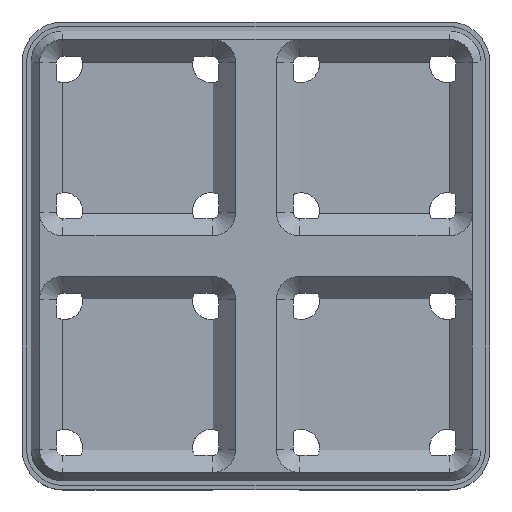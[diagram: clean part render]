
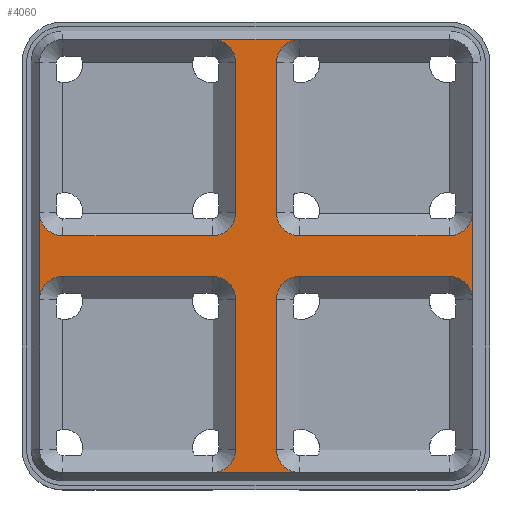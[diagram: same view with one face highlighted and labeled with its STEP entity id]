
A CAD part, top view. The second image highlights one B-rep face of the part: STEP entity #4060.
In plain terms, the highlighted planar face has unit normal (0, 0, 1).
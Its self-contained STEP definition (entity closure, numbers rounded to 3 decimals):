
#168=CIRCLE('',#4326,4.15);
#169=CIRCLE('',#4327,4.15);
#170=CIRCLE('',#4328,4.15);
#171=CIRCLE('',#4329,4.15);
#172=CIRCLE('',#4330,4.15);
#173=CIRCLE('',#4331,4.15);
#174=CIRCLE('',#4332,4.15);
#175=CIRCLE('',#4333,4.15);
#176=CIRCLE('',#4334,4.15);
#177=CIRCLE('',#4335,4.15);
#178=CIRCLE('',#4336,4.15);
#179=CIRCLE('',#4337,4.15);
#360=ORIENTED_EDGE('',*,*,#1592,.T.);
#361=ORIENTED_EDGE('',*,*,#1593,.T.);
#362=ORIENTED_EDGE('',*,*,#1594,.F.);
#363=ORIENTED_EDGE('',*,*,#1595,.F.);
#364=ORIENTED_EDGE('',*,*,#1596,.T.);
#365=ORIENTED_EDGE('',*,*,#1597,.T.);
#366=ORIENTED_EDGE('',*,*,#1598,.F.);
#367=ORIENTED_EDGE('',*,*,#1599,.F.);
#368=ORIENTED_EDGE('',*,*,#1600,.F.);
#369=ORIENTED_EDGE('',*,*,#1601,.T.);
#370=ORIENTED_EDGE('',*,*,#1602,.F.);
#371=ORIENTED_EDGE('',*,*,#1603,.F.);
#372=ORIENTED_EDGE('',*,*,#1604,.T.);
#373=ORIENTED_EDGE('',*,*,#1605,.T.);
#374=ORIENTED_EDGE('',*,*,#1606,.T.);
#375=ORIENTED_EDGE('',*,*,#1607,.F.);
#376=ORIENTED_EDGE('',*,*,#1608,.T.);
#377=ORIENTED_EDGE('',*,*,#1609,.T.);
#378=ORIENTED_EDGE('',*,*,#1610,.F.);
#379=ORIENTED_EDGE('',*,*,#1611,.F.);
#380=ORIENTED_EDGE('',*,*,#1612,.F.);
#381=ORIENTED_EDGE('',*,*,#1613,.T.);
#382=ORIENTED_EDGE('',*,*,#1614,.F.);
#383=ORIENTED_EDGE('',*,*,#1615,.F.);
#1592=EDGE_CURVE('',#2208,#2209,#2576,.T.);
#1593=EDGE_CURVE('',#2209,#2210,#168,.T.);
#1594=EDGE_CURVE('',#2211,#2210,#2577,.T.);
#1595=EDGE_CURVE('',#2212,#2211,#169,.T.);
#1596=EDGE_CURVE('',#2212,#2213,#2578,.T.);
#1597=EDGE_CURVE('',#2213,#2214,#170,.T.);
#1598=EDGE_CURVE('',#2215,#2214,#2579,.T.);
#1599=EDGE_CURVE('',#2216,#2215,#171,.T.);
#1600=EDGE_CURVE('',#2217,#2216,#2580,.T.);
#1601=EDGE_CURVE('',#2217,#2218,#172,.T.);
#1602=EDGE_CURVE('',#2219,#2218,#2581,.T.);
#1603=EDGE_CURVE('',#2220,#2219,#173,.T.);
#1604=EDGE_CURVE('',#2220,#2221,#2582,.T.);
#1605=EDGE_CURVE('',#2221,#2222,#174,.T.);
#1606=EDGE_CURVE('',#2222,#2223,#2583,.T.);
#1607=EDGE_CURVE('',#2224,#2223,#175,.T.);
#1608=EDGE_CURVE('',#2224,#2225,#2584,.T.);
#1609=EDGE_CURVE('',#2225,#2226,#176,.T.);
#1610=EDGE_CURVE('',#2227,#2226,#2585,.T.);
#1611=EDGE_CURVE('',#2228,#2227,#177,.T.);
#1612=EDGE_CURVE('',#2229,#2228,#2586,.T.);
#1613=EDGE_CURVE('',#2229,#2230,#178,.T.);
#1614=EDGE_CURVE('',#2231,#2230,#2587,.T.);
#1615=EDGE_CURVE('',#2208,#2231,#179,.T.);
#2208=VERTEX_POINT('',#6150);
#2209=VERTEX_POINT('',#6151);
#2210=VERTEX_POINT('',#6153);
#2211=VERTEX_POINT('',#6155);
#2212=VERTEX_POINT('',#6157);
#2213=VERTEX_POINT('',#6159);
#2214=VERTEX_POINT('',#6161);
#2215=VERTEX_POINT('',#6163);
#2216=VERTEX_POINT('',#6165);
#2217=VERTEX_POINT('',#6167);
#2218=VERTEX_POINT('',#6169);
#2219=VERTEX_POINT('',#6171);
#2220=VERTEX_POINT('',#6173);
#2221=VERTEX_POINT('',#6175);
#2222=VERTEX_POINT('',#6177);
#2223=VERTEX_POINT('',#6179);
#2224=VERTEX_POINT('',#6181);
#2225=VERTEX_POINT('',#6183);
#2226=VERTEX_POINT('',#6185);
#2227=VERTEX_POINT('',#6187);
#2228=VERTEX_POINT('',#6189);
#2229=VERTEX_POINT('',#6191);
#2230=VERTEX_POINT('',#6193);
#2231=VERTEX_POINT('',#6195);
#2576=LINE('',#6149,#2968);
#2577=LINE('',#6154,#2969);
#2578=LINE('',#6158,#2970);
#2579=LINE('',#6162,#2971);
#2580=LINE('',#6166,#2972);
#2581=LINE('',#6170,#2973);
#2582=LINE('',#6174,#2974);
#2583=LINE('',#6178,#2975);
#2584=LINE('',#6182,#2976);
#2585=LINE('',#6186,#2977);
#2586=LINE('',#6190,#2978);
#2587=LINE('',#6194,#2979);
#2968=VECTOR('',#4805,1000.);
#2969=VECTOR('',#4808,1000.);
#2970=VECTOR('',#4811,1000.);
#2971=VECTOR('',#4814,1000.);
#2972=VECTOR('',#4817,1000.);
#2973=VECTOR('',#4820,1000.);
#2974=VECTOR('',#4823,1000.);
#2975=VECTOR('',#4826,1000.);
#2976=VECTOR('',#4829,1000.);
#2977=VECTOR('',#4832,1000.);
#2978=VECTOR('',#4835,1000.);
#2979=VECTOR('',#4838,1000.);
#3360=EDGE_LOOP('',(#360,#361,#362,#363,#364,#365,#366,#367,#368,#369,#370,
#371,#372,#373,#374,#375,#376,#377,#378,#379,#380,#381,#382,#383));
#3646=FACE_BOUND('',#3360,.T.);
#3932=PLANE('',#4325);
#4060=ADVANCED_FACE('',(#3646),#3932,.T.);
#4325=AXIS2_PLACEMENT_3D('',#6148,#4803,#4804);
#4326=AXIS2_PLACEMENT_3D('',#6152,#4806,#4807);
#4327=AXIS2_PLACEMENT_3D('',#6156,#4809,#4810);
#4328=AXIS2_PLACEMENT_3D('',#6160,#4812,#4813);
#4329=AXIS2_PLACEMENT_3D('',#6164,#4815,#4816);
#4330=AXIS2_PLACEMENT_3D('',#6168,#4818,#4819);
#4331=AXIS2_PLACEMENT_3D('',#6172,#4821,#4822);
#4332=AXIS2_PLACEMENT_3D('',#6176,#4824,#4825);
#4333=AXIS2_PLACEMENT_3D('',#6180,#4827,#4828);
#4334=AXIS2_PLACEMENT_3D('',#6184,#4830,#4831);
#4335=AXIS2_PLACEMENT_3D('',#6188,#4833,#4834);
#4336=AXIS2_PLACEMENT_3D('',#6192,#4836,#4837);
#4337=AXIS2_PLACEMENT_3D('',#6196,#4839,#4840);
#4803=DIRECTION('',(0.,0.,1.));
#4804=DIRECTION('',(1.,0.,0.));
#4805=DIRECTION('',(1.,0.,0.));
#4806=DIRECTION('',(0.,0.,-1.));
#4807=DIRECTION('',(1.,0.,0.));
#4808=DIRECTION('',(0.,-1.,0.));
#4809=DIRECTION('',(0.,0.,1.));
#4810=DIRECTION('',(1.,0.,0.));
#4811=DIRECTION('',(-1.,0.,0.));
#4812=DIRECTION('',(0.,0.,-1.));
#4813=DIRECTION('',(1.,0.,0.));
#4814=DIRECTION('',(0.,-1.,0.));
#4815=DIRECTION('',(0.,0.,1.));
#4816=DIRECTION('',(1.,0.,0.));
#4817=DIRECTION('',(1.,0.,0.));
#4818=DIRECTION('',(0.,0.,-1.));
#4819=DIRECTION('',(1.,0.,0.));
#4820=DIRECTION('',(0.,1.,0.));
#4821=DIRECTION('',(0.,0.,1.));
#4822=DIRECTION('',(1.,0.,0.));
#4823=DIRECTION('',(-1.,0.,0.));
#4824=DIRECTION('',(0.,0.,-1.));
#4825=DIRECTION('',(1.,0.,0.));
#4826=DIRECTION('',(0.,-1.,0.));
#4827=DIRECTION('',(0.,0.,1.));
#4828=DIRECTION('',(1.,0.,0.));
#4829=DIRECTION('',(1.,0.,0.));
#4830=DIRECTION('',(0.,0.,-1.));
#4831=DIRECTION('',(1.,0.,0.));
#4832=DIRECTION('',(0.,1.,0.));
#4833=DIRECTION('',(0.,0.,1.));
#4834=DIRECTION('',(1.,0.,0.));
#4835=DIRECTION('',(-1.,0.,0.));
#4836=DIRECTION('',(0.,0.,-1.));
#4837=DIRECTION('',(1.,0.,0.));
#4838=DIRECTION('',(0.,-1.,0.));
#4839=DIRECTION('',(0.,0.,1.));
#4840=DIRECTION('',(1.,0.,0.));
#6148=CARTESIAN_POINT('',(0.,0.,0.));
#6149=CARTESIAN_POINT('',(21.,-3.6,0.));
#6150=CARTESIAN_POINT('',(7.75,-3.6,0.));
#6151=CARTESIAN_POINT('',(34.25,-3.6,0.));
#6152=CARTESIAN_POINT('',(34.25,-7.75,0.));
#6153=CARTESIAN_POINT('',(38.4,-7.75,0.));
#6154=CARTESIAN_POINT('',(38.4,0.,0.));
#6155=CARTESIAN_POINT('',(38.4,7.75,0.));
#6156=CARTESIAN_POINT('',(34.25,7.75,0.));
#6157=CARTESIAN_POINT('',(34.25,3.6,0.));
#6158=CARTESIAN_POINT('',(42.,3.6,0.));
#6159=CARTESIAN_POINT('',(7.75,3.6,0.));
#6160=CARTESIAN_POINT('',(7.75,7.75,0.));
#6161=CARTESIAN_POINT('',(3.6,7.75,0.));
#6162=CARTESIAN_POINT('',(3.6,42.,0.));
#6163=CARTESIAN_POINT('',(3.6,34.25,0.));
#6164=CARTESIAN_POINT('',(7.75,34.25,0.));
#6165=CARTESIAN_POINT('',(7.75,38.4,0.));
#6166=CARTESIAN_POINT('',(0.,38.4,0.));
#6167=CARTESIAN_POINT('',(-7.75,38.4,0.));
#6168=CARTESIAN_POINT('',(-7.75,34.25,0.));
#6169=CARTESIAN_POINT('',(-3.6,34.25,0.));
#6170=CARTESIAN_POINT('',(-3.6,21.,0.));
#6171=CARTESIAN_POINT('',(-3.6,7.75,0.));
#6172=CARTESIAN_POINT('',(-7.75,7.75,0.));
#6173=CARTESIAN_POINT('',(-7.75,3.6,0.));
#6174=CARTESIAN_POINT('',(0.,3.6,0.));
#6175=CARTESIAN_POINT('',(-34.25,3.6,0.));
#6176=CARTESIAN_POINT('',(-34.25,7.75,0.));
#6177=CARTESIAN_POINT('',(-38.4,7.75,0.));
#6178=CARTESIAN_POINT('',(-38.4,0.,0.));
#6179=CARTESIAN_POINT('',(-38.4,-7.75,0.));
#6180=CARTESIAN_POINT('',(-34.25,-7.75,0.));
#6181=CARTESIAN_POINT('',(-34.25,-3.6,0.));
#6182=CARTESIAN_POINT('',(-21.,-3.6,0.));
#6183=CARTESIAN_POINT('',(-7.75,-3.6,0.));
#6184=CARTESIAN_POINT('',(-7.75,-7.75,0.));
#6185=CARTESIAN_POINT('',(-3.6,-7.75,0.));
#6186=CARTESIAN_POINT('',(-3.6,-21.,0.));
#6187=CARTESIAN_POINT('',(-3.6,-34.25,0.));
#6188=CARTESIAN_POINT('',(-7.75,-34.25,0.));
#6189=CARTESIAN_POINT('',(-7.75,-38.4,0.));
#6190=CARTESIAN_POINT('',(0.,-38.4,0.));
#6191=CARTESIAN_POINT('',(7.75,-38.4,0.));
#6192=CARTESIAN_POINT('',(7.75,-34.25,0.));
#6193=CARTESIAN_POINT('',(3.6,-34.25,0.));
#6194=CARTESIAN_POINT('',(3.6,0.,0.));
#6195=CARTESIAN_POINT('',(3.6,-7.75,0.));
#6196=CARTESIAN_POINT('',(7.75,-7.75,0.));
